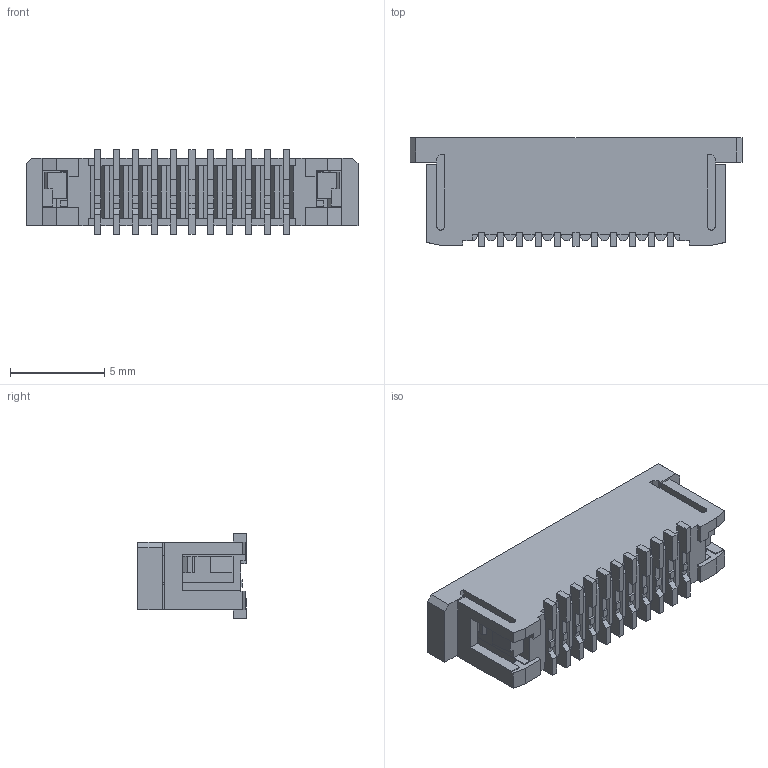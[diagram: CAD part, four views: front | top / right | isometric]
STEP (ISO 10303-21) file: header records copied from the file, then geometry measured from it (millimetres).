
FILE_DESCRIPTION((''),'2;1');
FILE_NAME('526101133','2019-02-27T',('gga'),(''),'PRO/ENGINEER BY PARAMETRIC TECHNOLOGY CORPORATION, 2016010','PRO/ENGINEER BY PARAMETRIC TECHNOLOGY CORPORATION, 2016010','');
FILE_SCHEMA(('CONFIG_CONTROL_DESIGN'));
Length unit declared in the file: millimetre
Products named in the file (1): 526101133
Bounding box: 17.6 x 5.75 x 4.5 mm (x, y, z)
Volume: 266.8 mm3; surface area: 690.9 mm2
Topology: 1 solids, 1 shells, 475 faces, 1516 edges, 1030 vertices
Faces by surface type: plane 448, cylinder 27
Entity records: 16387 total; most frequent: CARTESIAN_POINT 2946, ORIENTED_EDGE 2856, DIRECTION 2518, VECTOR 1462, LINE 1462, EDGE_CURVE 1428, VERTEX_POINT 942, AXIS2_PLACEMENT_3D 528
